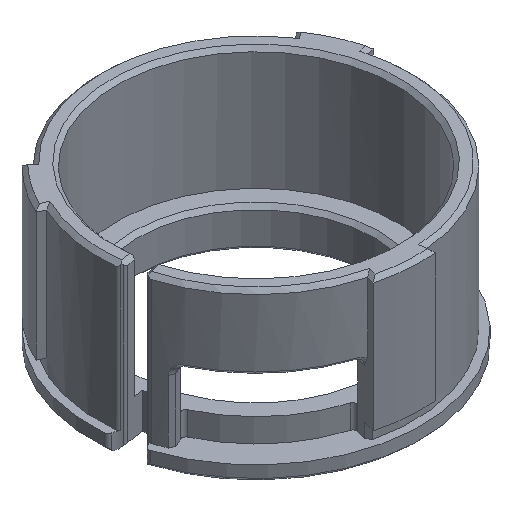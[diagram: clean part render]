
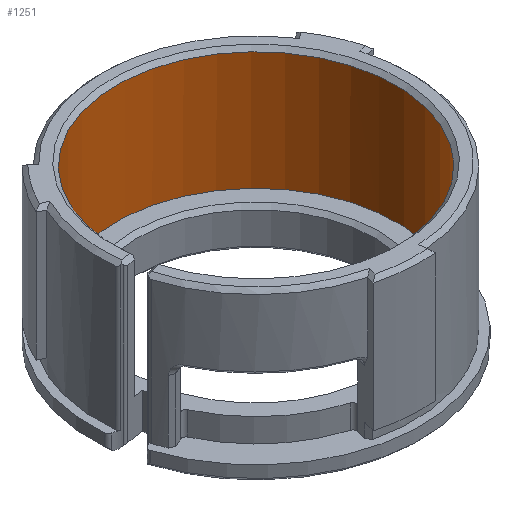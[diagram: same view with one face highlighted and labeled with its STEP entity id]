
A CAD part, isometric view. The second image highlights one B-rep face of the part: STEP entity #1251.
In plain terms, the highlighted cylindrical face has radius 17.75 mm (diameter 35.5 mm), a partial arc.
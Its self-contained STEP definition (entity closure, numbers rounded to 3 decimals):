
#53=B_SPLINE_CURVE_WITH_KNOTS('',3,(#1985,#1986,#1987,#1988,#1989,#1990,
#1991),.UNSPECIFIED.,.F.,.F.,(4,1,1,1,4),(0.,0.25,0.5,0.75,1.),
 .UNSPECIFIED.);
#54=B_SPLINE_CURVE_WITH_KNOTS('',3,(#2002,#2003,#2004,#2005,#2006,#2007,
#2008),.UNSPECIFIED.,.F.,.F.,(4,1,1,1,4),(0.,0.25,0.5,0.75,1.),
 .UNSPECIFIED.);
#175=LINE('',#1994,#262);
#176=LINE('',#1995,#263);
#177=LINE('',#1999,#264);
#178=LINE('',#2000,#265);
#262=VECTOR('',#1597,1000.);
#263=VECTOR('',#1598,1000.);
#264=VECTOR('',#1601,1000.);
#265=VECTOR('',#1602,1000.);
#403=ORIENTED_EDGE('',*,*,#767,.T.);
#404=ORIENTED_EDGE('',*,*,#768,.T.);
#405=ORIENTED_EDGE('',*,*,#733,.T.);
#406=ORIENTED_EDGE('',*,*,#769,.T.);
#407=ORIENTED_EDGE('',*,*,#770,.T.);
#408=ORIENTED_EDGE('',*,*,#771,.T.);
#409=ORIENTED_EDGE('',*,*,#727,.T.);
#410=ORIENTED_EDGE('',*,*,#772,.T.);
#411=ORIENTED_EDGE('',*,*,#773,.T.);
#412=ORIENTED_EDGE('',*,*,#774,.T.);
#727=EDGE_CURVE('',#912,#913,#1015,.T.);
#733=EDGE_CURVE('',#919,#918,#1017,.T.);
#767=EDGE_CURVE('',#947,#948,#53,.T.);
#768=EDGE_CURVE('',#948,#919,#175,.T.);
#769=EDGE_CURVE('',#918,#949,#176,.F.);
#770=EDGE_CURVE('',#949,#950,#1032,.F.);
#771=EDGE_CURVE('',#950,#912,#177,.T.);
#772=EDGE_CURVE('',#913,#951,#178,.F.);
#773=EDGE_CURVE('',#951,#952,#54,.T.);
#774=EDGE_CURVE('',#952,#947,#1033,.F.);
#912=VERTEX_POINT('',#1895);
#913=VERTEX_POINT('',#1896);
#918=VERTEX_POINT('',#1906);
#919=VERTEX_POINT('',#1908);
#947=VERTEX_POINT('',#1992);
#948=VERTEX_POINT('',#1993);
#949=VERTEX_POINT('',#1996);
#950=VERTEX_POINT('',#1998);
#951=VERTEX_POINT('',#2001);
#952=VERTEX_POINT('',#2009);
#1015=CIRCLE('',#1345,17.75);
#1017=CIRCLE('',#1347,17.75);
#1032=CIRCLE('',#1369,17.75);
#1033=CIRCLE('',#1370,17.75);
#1076=EDGE_LOOP('',(#403,#404,#405,#406,#407,#408,#409,#410,#411,#412));
#1154=FACE_BOUND('',#1076,.T.);
#1219=CYLINDRICAL_SURFACE('',#1368,17.75);
#1251=ADVANCED_FACE('',(#1154),#1219,.F.);
#1345=AXIS2_PLACEMENT_3D('',#1894,#1528,#1529);
#1347=AXIS2_PLACEMENT_3D('',#1907,#1536,#1537);
#1368=AXIS2_PLACEMENT_3D('',#1984,#1595,#1596);
#1369=AXIS2_PLACEMENT_3D('',#1997,#1599,#1600);
#1370=AXIS2_PLACEMENT_3D('',#2010,#1603,#1604);
#1528=DIRECTION('',(0.,0.,-1.));
#1529=DIRECTION('',(-1.,0.,0.));
#1536=DIRECTION('',(0.,0.,-1.));
#1537=DIRECTION('',(-1.,0.,0.));
#1595=DIRECTION('',(0.,0.,-1.));
#1596=DIRECTION('',(-1.,0.,0.));
#1597=DIRECTION('',(0.,0.,-1.));
#1598=DIRECTION('',(0.,0.,-1.));
#1599=DIRECTION('',(0.,0.,-1.));
#1600=DIRECTION('',(-1.,0.,0.));
#1601=DIRECTION('',(0.,0.,-1.));
#1602=DIRECTION('',(0.,0.,-1.));
#1603=DIRECTION('',(0.,0.,1.));
#1604=DIRECTION('',(1.,0.,0.));
#1894=CARTESIAN_POINT('',(0.,0.,-15.5));
#1895=CARTESIAN_POINT('',(-17.633,-2.032,-15.5));
#1896=CARTESIAN_POINT('',(-4.109,-17.268,-15.5));
#1906=CARTESIAN_POINT('',(-17.033,-4.994,-15.5));
#1907=CARTESIAN_POINT('',(0.,0.,-15.5));
#1908=CARTESIAN_POINT('',(-16.496,-6.554,-15.5));
#1984=CARTESIAN_POINT('',(0.,0.,-6.235));
#1985=CARTESIAN_POINT('',(-15.896,-7.899,-9.));
#1986=CARTESIAN_POINT('',(-15.985,-7.72,-9.004));
#1987=CARTESIAN_POINT('',(-16.143,-7.386,-9.079));
#1988=CARTESIAN_POINT('',(-16.34,-6.938,-9.422));
#1989=CARTESIAN_POINT('',(-16.47,-6.619,-9.921));
#1990=CARTESIAN_POINT('',(-16.496,-6.554,-10.296));
#1991=CARTESIAN_POINT('',(-16.496,-6.554,-10.5));
#1992=CARTESIAN_POINT('',(-15.896,-7.899,-9.));
#1993=CARTESIAN_POINT('',(-16.496,-6.554,-10.5));
#1994=CARTESIAN_POINT('',(-16.496,-6.554,-6.235));
#1995=CARTESIAN_POINT('',(-17.033,-4.994,-6.235));
#1996=CARTESIAN_POINT('',(-17.033,-4.994,-0.5));
#1997=CARTESIAN_POINT('',(0.,0.,-0.5));
#1998=CARTESIAN_POINT('',(-17.633,-2.032,-0.5));
#1999=CARTESIAN_POINT('',(-17.633,-2.032,-6.235));
#2000=CARTESIAN_POINT('',(-4.109,-17.268,-6.235));
#2001=CARTESIAN_POINT('',(-4.109,-17.268,-10.5));
#2002=CARTESIAN_POINT('',(-4.109,-17.268,-10.5));
#2003=CARTESIAN_POINT('',(-4.11,-17.268,-10.296));
#2004=CARTESIAN_POINT('',(-4.177,-17.252,-9.921));
#2005=CARTESIAN_POINT('',(-4.512,-17.169,-9.422));
#2006=CARTESIAN_POINT('',(-4.983,-17.039,-9.08));
#2007=CARTESIAN_POINT('',(-5.336,-16.93,-9.004));
#2008=CARTESIAN_POINT('',(-5.527,-16.868,-9.));
#2009=CARTESIAN_POINT('',(-5.527,-16.868,-9.));
#2010=CARTESIAN_POINT('',(0.,0.,-9.));
